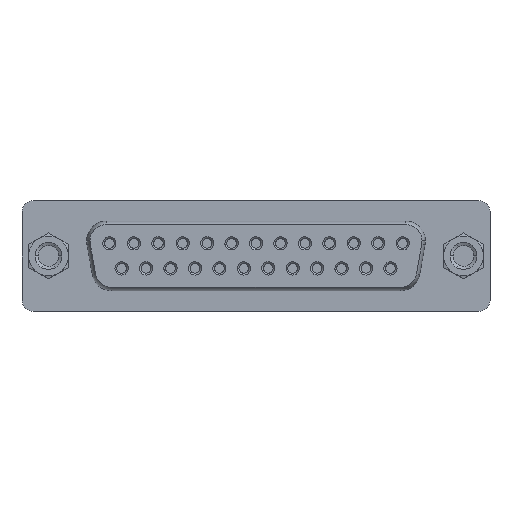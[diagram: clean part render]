
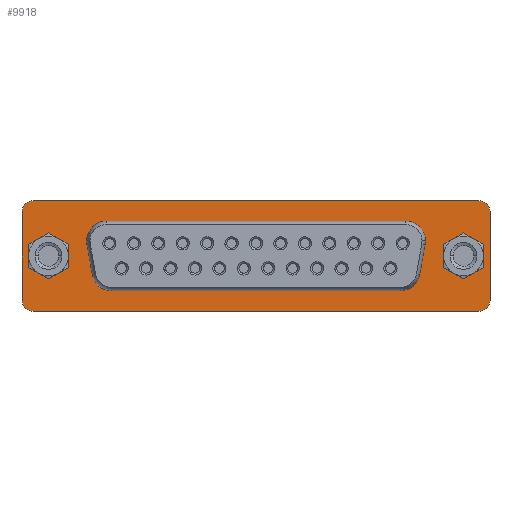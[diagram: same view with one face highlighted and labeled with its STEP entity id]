
A CAD part, top view. The second image highlights one B-rep face of the part: STEP entity #9918.
In plain terms, the highlighted planar face has unit normal (0, 0, 1).
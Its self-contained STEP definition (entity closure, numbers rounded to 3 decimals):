
#8482=AXIS2_PLACEMENT_3D('Circle Axis2P3D',#8480,#8481,$) ;
#8530=AXIS2_PLACEMENT_3D('Circle Axis2P3D',#8528,#8529,$) ;
#8578=AXIS2_PLACEMENT_3D('Circle Axis2P3D',#8576,#8577,$) ;
#8626=AXIS2_PLACEMENT_3D('Circle Axis2P3D',#8624,#8625,$) ;
#9497=AXIS2_PLACEMENT_3D('Circle Axis2P3D',#9495,#9496,$) ;
#9514=AXIS2_PLACEMENT_3D('Circle Axis2P3D',#9512,#9513,$) ;
#9545=AXIS2_PLACEMENT_3D('Circle Axis2P3D',#9543,#9544,$) ;
#9562=AXIS2_PLACEMENT_3D('Circle Axis2P3D',#9560,#9561,$) ;
#9816=AXIS2_PLACEMENT_3D('Plane Axis2P3D',#9813,#9814,#9815) ;
#9847=AXIS2_PLACEMENT_3D('Circle Axis2P3D',#9845,#9846,$) ;
#9861=AXIS2_PLACEMENT_3D('Circle Axis2P3D',#9859,#9860,$) ;
#9868=AXIS2_PLACEMENT_3D('Circle Axis2P3D',#9866,#9867,$) ;
#9882=AXIS2_PLACEMENT_3D('Circle Axis2P3D',#9880,#9881,$) ;
#9889=AXIS2_PLACEMENT_3D('Circle Axis2P3D',#9887,#9888,$) ;
#9903=AXIS2_PLACEMENT_3D('Circle Axis2P3D',#9901,#9902,$) ;
#8477=CARTESIAN_POINT('Vertex',(1.25,0.,10.6)) ;
#8480=CARTESIAN_POINT('Axis2P3D Location',(1.25,1.25,10.6)) ;
#8484=CARTESIAN_POINT('Vertex',(0.,1.25,10.6)) ;
#8504=CARTESIAN_POINT('Line Origine',(0.,6.275,10.6)) ;
#8508=CARTESIAN_POINT('Vertex',(0.,11.3,10.6)) ;
#8528=CARTESIAN_POINT('Axis2P3D Location',(1.25,11.3,10.6)) ;
#8532=CARTESIAN_POINT('Vertex',(1.25,12.55,10.6)) ;
#8552=CARTESIAN_POINT('Line Origine',(26.525,12.55,10.6)) ;
#8556=CARTESIAN_POINT('Vertex',(51.8,12.55,10.6)) ;
#8576=CARTESIAN_POINT('Axis2P3D Location',(51.8,11.3,10.6)) ;
#8580=CARTESIAN_POINT('Vertex',(53.05,11.3,10.6)) ;
#8600=CARTESIAN_POINT('Line Origine',(53.05,6.275,10.6)) ;
#8604=CARTESIAN_POINT('Vertex',(53.05,1.25,10.6)) ;
#8624=CARTESIAN_POINT('Axis2P3D Location',(51.8,1.25,10.6)) ;
#8628=CARTESIAN_POINT('Vertex',(51.8,0.,10.6)) ;
#8648=CARTESIAN_POINT('Line Origine',(26.525,0.,10.6)) ;
#9485=CARTESIAN_POINT('Vertex',(1.48,6.275,10.6)) ;
#9492=CARTESIAN_POINT('Vertex',(4.53,6.275,10.6)) ;
#9495=CARTESIAN_POINT('Axis2P3D Location',(3.005,6.275,10.6)) ;
#9512=CARTESIAN_POINT('Axis2P3D Location',(3.005,6.275,10.6)) ;
#9533=CARTESIAN_POINT('Vertex',(48.52,6.275,10.6)) ;
#9540=CARTESIAN_POINT('Vertex',(51.57,6.275,10.6)) ;
#9543=CARTESIAN_POINT('Axis2P3D Location',(50.045,6.275,10.6)) ;
#9560=CARTESIAN_POINT('Axis2P3D Location',(50.045,6.275,10.6)) ;
#9813=CARTESIAN_POINT('Axis2P3D Location',(1.25,1.25,10.6)) ;
#9836=CARTESIAN_POINT('Line Origine',(26.525,2.325,10.6)) ;
#9840=CARTESIAN_POINT('Vertex',(10.175,2.325,10.6)) ;
#9842=CARTESIAN_POINT('Vertex',(42.875,2.325,10.6)) ;
#9845=CARTESIAN_POINT('Axis2P3D Location',(10.175,4.575,10.6)) ;
#9849=CARTESIAN_POINT('Vertex',(7.959,4.184,10.6)) ;
#9852=CARTESIAN_POINT('Line Origine',(7.659,5.884,10.6)) ;
#9856=CARTESIAN_POINT('Vertex',(7.359,7.584,10.6)) ;
#9859=CARTESIAN_POINT('Axis2P3D Location',(9.575,7.975,10.6)) ;
#9863=CARTESIAN_POINT('Vertex',(7.325,7.975,10.6)) ;
#9866=CARTESIAN_POINT('Axis2P3D Location',(9.575,7.975,10.6)) ;
#9870=CARTESIAN_POINT('Vertex',(9.575,10.225,10.6)) ;
#9873=CARTESIAN_POINT('Line Origine',(26.525,10.225,10.6)) ;
#9877=CARTESIAN_POINT('Vertex',(43.475,10.225,10.6)) ;
#9880=CARTESIAN_POINT('Axis2P3D Location',(43.475,7.975,10.6)) ;
#9884=CARTESIAN_POINT('Vertex',(45.725,7.975,10.6)) ;
#9887=CARTESIAN_POINT('Axis2P3D Location',(43.475,7.975,10.6)) ;
#9891=CARTESIAN_POINT('Vertex',(45.691,7.584,10.6)) ;
#9894=CARTESIAN_POINT('Line Origine',(45.391,5.884,10.6)) ;
#9898=CARTESIAN_POINT('Vertex',(45.091,4.184,10.6)) ;
#9901=CARTESIAN_POINT('Axis2P3D Location',(42.875,4.575,10.6)) ;
#8481=DIRECTION('Axis2P3D Direction',(0.,0.,-1.)) ;
#8505=DIRECTION('Vector Direction',(0.,-1.,0.)) ;
#8529=DIRECTION('Axis2P3D Direction',(0.,0.,-1.)) ;
#8553=DIRECTION('Vector Direction',(-1.,0.,0.)) ;
#8577=DIRECTION('Axis2P3D Direction',(0.,0.,-1.)) ;
#8601=DIRECTION('Vector Direction',(0.,1.,0.)) ;
#8625=DIRECTION('Axis2P3D Direction',(0.,0.,-1.)) ;
#8649=DIRECTION('Vector Direction',(1.,0.,0.)) ;
#9496=DIRECTION('Axis2P3D Direction',(0.,0.,1.)) ;
#9513=DIRECTION('Axis2P3D Direction',(0.,0.,1.)) ;
#9544=DIRECTION('Axis2P3D Direction',(0.,0.,1.)) ;
#9561=DIRECTION('Axis2P3D Direction',(0.,0.,1.)) ;
#9814=DIRECTION('Axis2P3D Direction',(0.,0.,1.)) ;
#9815=DIRECTION('Axis2P3D XDirection',(1.,0.,0.)) ;
#9837=DIRECTION('Vector Direction',(1.,0.,0.)) ;
#9846=DIRECTION('Axis2P3D Direction',(0.,0.,1.)) ;
#9853=DIRECTION('Vector Direction',(0.174,-0.985,0.)) ;
#9860=DIRECTION('Axis2P3D Direction',(0.,0.,1.)) ;
#9867=DIRECTION('Axis2P3D Direction',(0.,0.,1.)) ;
#9874=DIRECTION('Vector Direction',(-1.,0.,0.)) ;
#9881=DIRECTION('Axis2P3D Direction',(0.,0.,1.)) ;
#9888=DIRECTION('Axis2P3D Direction',(0.,0.,1.)) ;
#9895=DIRECTION('Vector Direction',(0.174,0.985,0.)) ;
#9902=DIRECTION('Axis2P3D Direction',(0.,0.,1.)) ;
#8506=VECTOR('Line Direction',#8505,1.) ;
#8554=VECTOR('Line Direction',#8553,1.) ;
#8602=VECTOR('Line Direction',#8601,1.) ;
#8650=VECTOR('Line Direction',#8649,1.) ;
#9838=VECTOR('Line Direction',#9837,1.) ;
#9854=VECTOR('Line Direction',#9853,1.) ;
#9875=VECTOR('Line Direction',#9874,1.) ;
#9896=VECTOR('Line Direction',#9895,1.) ;
#9819=ORIENTED_EDGE('',*,*,#8486,.T.) ;
#9820=ORIENTED_EDGE('',*,*,#8652,.T.) ;
#9821=ORIENTED_EDGE('',*,*,#8630,.T.) ;
#9822=ORIENTED_EDGE('',*,*,#8606,.T.) ;
#9823=ORIENTED_EDGE('',*,*,#8582,.T.) ;
#9824=ORIENTED_EDGE('',*,*,#8558,.T.) ;
#9825=ORIENTED_EDGE('',*,*,#8534,.T.) ;
#9826=ORIENTED_EDGE('',*,*,#8510,.T.) ;
#9829=ORIENTED_EDGE('',*,*,#9499,.F.) ;
#9830=ORIENTED_EDGE('',*,*,#9516,.F.) ;
#9833=ORIENTED_EDGE('',*,*,#9547,.F.) ;
#9834=ORIENTED_EDGE('',*,*,#9564,.F.) ;
#9907=ORIENTED_EDGE('',*,*,#9844,.F.) ;
#9908=ORIENTED_EDGE('',*,*,#9851,.F.) ;
#9909=ORIENTED_EDGE('',*,*,#9858,.F.) ;
#9910=ORIENTED_EDGE('',*,*,#9865,.F.) ;
#9911=ORIENTED_EDGE('',*,*,#9872,.F.) ;
#9912=ORIENTED_EDGE('',*,*,#9879,.F.) ;
#9913=ORIENTED_EDGE('',*,*,#9886,.F.) ;
#9914=ORIENTED_EDGE('',*,*,#9893,.F.) ;
#9915=ORIENTED_EDGE('',*,*,#9900,.F.) ;
#9916=ORIENTED_EDGE('',*,*,#9905,.F.) ;
#9831=FACE_BOUND('',#9828,.T.) ;
#9835=FACE_BOUND('',#9832,.T.) ;
#9917=FACE_BOUND('',#9906,.T.) ;
#9918=ADVANCED_FACE('LPattern2[3]',(#9827,#9831,#9835,#9917),#9817,.T.) ;
#8483=CIRCLE('generated circle',#8482,1.25) ;
#8531=CIRCLE('generated circle',#8530,1.25) ;
#8579=CIRCLE('generated circle',#8578,1.25) ;
#8627=CIRCLE('generated circle',#8626,1.25) ;
#9498=CIRCLE('generated circle',#9497,1.525) ;
#9515=CIRCLE('generated circle',#9514,1.525) ;
#9546=CIRCLE('generated circle',#9545,1.525) ;
#9563=CIRCLE('generated circle',#9562,1.525) ;
#9848=CIRCLE('generated circle',#9847,2.25) ;
#9862=CIRCLE('generated circle',#9861,2.25) ;
#9869=CIRCLE('generated circle',#9868,2.25) ;
#9883=CIRCLE('generated circle',#9882,2.25) ;
#9890=CIRCLE('generated circle',#9889,2.25) ;
#9904=CIRCLE('generated circle',#9903,2.25) ;
#8486=EDGE_CURVE('',#8485,#8478,#8483,.F.) ;
#8510=EDGE_CURVE('',#8509,#8485,#8507,.T.) ;
#8534=EDGE_CURVE('',#8533,#8509,#8531,.F.) ;
#8558=EDGE_CURVE('',#8557,#8533,#8555,.T.) ;
#8582=EDGE_CURVE('',#8581,#8557,#8579,.F.) ;
#8606=EDGE_CURVE('',#8605,#8581,#8603,.T.) ;
#8630=EDGE_CURVE('',#8629,#8605,#8627,.F.) ;
#8652=EDGE_CURVE('',#8478,#8629,#8651,.T.) ;
#9499=EDGE_CURVE('',#9493,#9486,#9498,.T.) ;
#9516=EDGE_CURVE('',#9486,#9493,#9515,.T.) ;
#9547=EDGE_CURVE('',#9541,#9534,#9546,.T.) ;
#9564=EDGE_CURVE('',#9534,#9541,#9563,.T.) ;
#9844=EDGE_CURVE('',#9841,#9843,#9839,.T.) ;
#9851=EDGE_CURVE('',#9850,#9841,#9848,.T.) ;
#9858=EDGE_CURVE('',#9857,#9850,#9855,.T.) ;
#9865=EDGE_CURVE('',#9864,#9857,#9862,.T.) ;
#9872=EDGE_CURVE('',#9871,#9864,#9869,.T.) ;
#9879=EDGE_CURVE('',#9878,#9871,#9876,.T.) ;
#9886=EDGE_CURVE('',#9885,#9878,#9883,.T.) ;
#9893=EDGE_CURVE('',#9892,#9885,#9890,.T.) ;
#9900=EDGE_CURVE('',#9899,#9892,#9897,.T.) ;
#9905=EDGE_CURVE('',#9843,#9899,#9904,.T.) ;
#9818=EDGE_LOOP('',(#9819,#9820,#9821,#9822,#9823,#9824,#9825,#9826)) ;
#9828=EDGE_LOOP('',(#9829,#9830)) ;
#9832=EDGE_LOOP('',(#9833,#9834)) ;
#9906=EDGE_LOOP('',(#9907,#9908,#9909,#9910,#9911,#9912,#9913,#9914,#9915,#9916)) ;
#9827=FACE_OUTER_BOUND('',#9818,.T.) ;
#8507=LINE('Line',#8504,#8506) ;
#8555=LINE('Line',#8552,#8554) ;
#8603=LINE('Line',#8600,#8602) ;
#8651=LINE('Line',#8648,#8650) ;
#9839=LINE('Line',#9836,#9838) ;
#9855=LINE('Line',#9852,#9854) ;
#9876=LINE('Line',#9873,#9875) ;
#9897=LINE('Line',#9894,#9896) ;
#9817=PLANE('',#9816) ;
#8478=VERTEX_POINT('',#8477) ;
#8485=VERTEX_POINT('',#8484) ;
#8509=VERTEX_POINT('',#8508) ;
#8533=VERTEX_POINT('',#8532) ;
#8557=VERTEX_POINT('',#8556) ;
#8581=VERTEX_POINT('',#8580) ;
#8605=VERTEX_POINT('',#8604) ;
#8629=VERTEX_POINT('',#8628) ;
#9486=VERTEX_POINT('',#9485) ;
#9493=VERTEX_POINT('',#9492) ;
#9534=VERTEX_POINT('',#9533) ;
#9541=VERTEX_POINT('',#9540) ;
#9841=VERTEX_POINT('',#9840) ;
#9843=VERTEX_POINT('',#9842) ;
#9850=VERTEX_POINT('',#9849) ;
#9857=VERTEX_POINT('',#9856) ;
#9864=VERTEX_POINT('',#9863) ;
#9871=VERTEX_POINT('',#9870) ;
#9878=VERTEX_POINT('',#9877) ;
#9885=VERTEX_POINT('',#9884) ;
#9892=VERTEX_POINT('',#9891) ;
#9899=VERTEX_POINT('',#9898) ;
